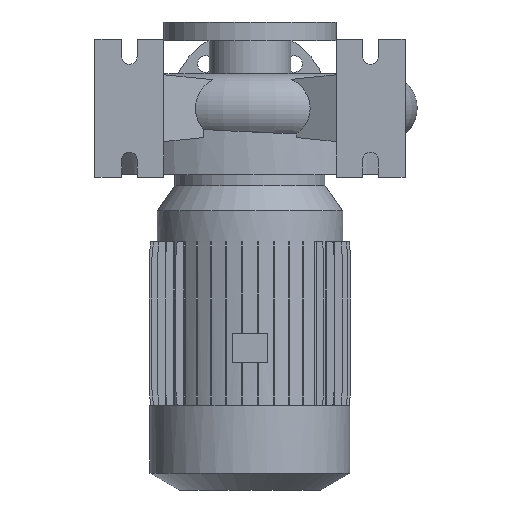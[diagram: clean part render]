
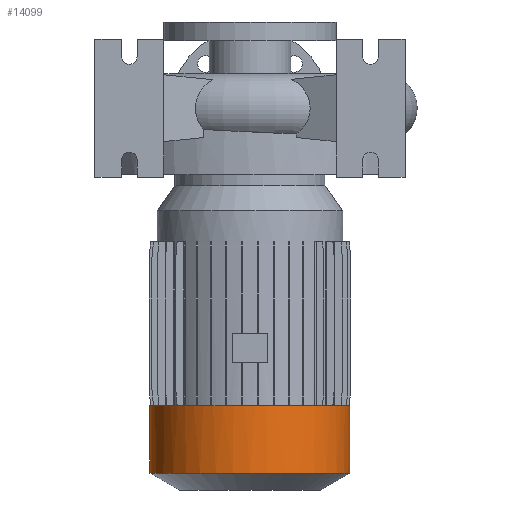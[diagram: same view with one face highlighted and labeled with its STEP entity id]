
A CAD part, front view. The second image highlights one B-rep face of the part: STEP entity #14099.
In plain terms, the highlighted cylindrical face has radius 116 mm (diameter 232 mm), a partial arc.
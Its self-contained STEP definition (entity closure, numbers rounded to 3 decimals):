
#83 = FACE_OUTER_BOUND ( 'NONE', #5529, .T. ) ;
#297 = DIRECTION ( 'NONE',  ( 0., 0., 1. ) ) ;
#640 = CARTESIAN_POINT ( 'NONE',  ( -116., 0., -345. ) ) ;
#798 = DIRECTION ( 'NONE',  ( 0., 0., 1. ) ) ;
#886 = CIRCLE ( 'NONE', #11320, 116. ) ;
#1644 = VERTEX_POINT ( 'NONE', #4870 ) ;
#2197 = LINE ( 'NONE', #6719, #14104 ) ;
#3033 = CARTESIAN_POINT ( 'NONE',  ( 0., 0., -345. ) ) ;
#3205 = ORIENTED_EDGE ( 'NONE', *, *, #14416, .F. ) ;
#3499 = CARTESIAN_POINT ( 'NONE',  ( 0., 0., 100. ) ) ;
#4607 = DIRECTION ( 'NONE',  ( 0., 0., 1. ) ) ;
#4870 = CARTESIAN_POINT ( 'NONE',  ( 116., 0., -345. ) ) ;
#4891 = CARTESIAN_POINT ( 'NONE',  ( 116., 0., 100. ) ) ;
#5176 = CARTESIAN_POINT ( 'NONE',  ( -116., 0., -423.4 ) ) ;
#5420 = VECTOR ( 'NONE', #297, 1000. ) ;
#5529 = EDGE_LOOP ( 'NONE', ( #12868, #14004, #11126, #3205 ) ) ;
#6719 = CARTESIAN_POINT ( 'NONE',  ( -116., 0., 100. ) ) ;
#6822 = CARTESIAN_POINT ( 'NONE',  ( 0., 0., -423.4 ) ) ;
#6891 = VERTEX_POINT ( 'NONE', #640 ) ;
#6926 = VERTEX_POINT ( 'NONE', #5176 ) ;
#7382 = LINE ( 'NONE', #4891, #5420 ) ;
#7719 = CYLINDRICAL_SURFACE ( 'NONE', #13910, 116. ) ;
#8270 = EDGE_CURVE ( 'NONE', #6926, #6891, #2197, .T. ) ;
#8744 = DIRECTION ( 'NONE',  ( 1., 0., 0. ) ) ;
#9073 = CARTESIAN_POINT ( 'NONE',  ( 116., 0., -423.4 ) ) ;
#10590 = AXIS2_PLACEMENT_3D ( 'NONE', #6822, #14471, #8744 ) ;
#11126 = ORIENTED_EDGE ( 'NONE', *, *, #12952, .T. ) ;
#11320 = AXIS2_PLACEMENT_3D ( 'NONE', #3033, #798, #14306 ) ;
#11403 = DIRECTION ( 'NONE',  ( 0., 0., 1. ) ) ;
#12173 = DIRECTION ( 'NONE',  ( 1., 0., 0. ) ) ;
#12429 = VERTEX_POINT ( 'NONE', #9073 ) ;
#12868 = ORIENTED_EDGE ( 'NONE', *, *, #8270, .F. ) ;
#12952 = EDGE_CURVE ( 'NONE', #12429, #1644, #7382, .T. ) ;
#13910 = AXIS2_PLACEMENT_3D ( 'NONE', #3499, #4607, #12173 ) ;
#14004 = ORIENTED_EDGE ( 'NONE', *, *, #14561, .T. ) ;
#14099 = ADVANCED_FACE ( 'NONE', ( #83 ), #7719, .T. ) ;
#14104 = VECTOR ( 'NONE', #11403, 1000. ) ;
#14159 = CIRCLE ( 'NONE', #10590, 116. ) ;
#14306 = DIRECTION ( 'NONE',  ( 1., 0., 0. ) ) ;
#14416 = EDGE_CURVE ( 'NONE', #6891, #1644, #886, .T. ) ;
#14471 = DIRECTION ( 'NONE',  ( 0., 0., 1. ) ) ;
#14561 = EDGE_CURVE ( 'NONE', #6926, #12429, #14159, .T. ) ;
